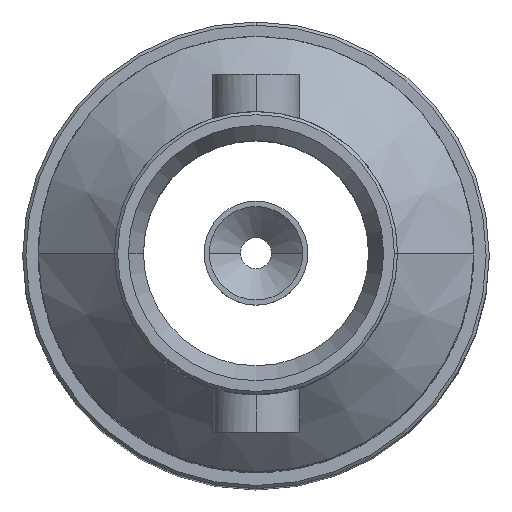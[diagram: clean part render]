
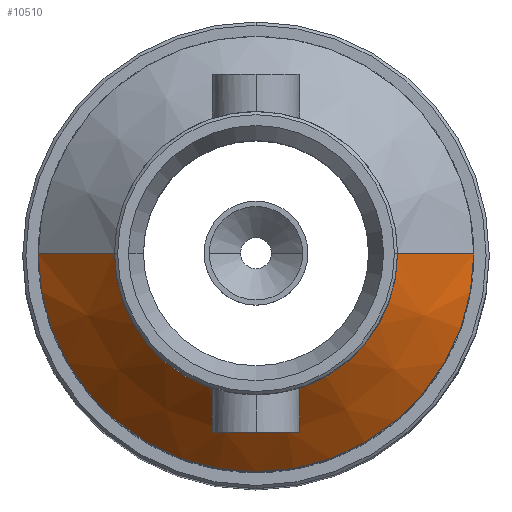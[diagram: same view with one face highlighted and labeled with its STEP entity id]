
A CAD part, top view. The second image highlights one B-rep face of the part: STEP entity #10510.
In plain terms, the highlighted conical face has half-angle 45 degrees and reference radius 3.5 mm.
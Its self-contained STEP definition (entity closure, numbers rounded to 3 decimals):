
#275 = DIRECTION ( 'NONE',  ( -1., 0., 0. ) ) ;
#6623 = DIRECTION ( 'NONE',  ( 0., 0., -1. ) ) ;
#7652 = CARTESIAN_POINT ( 'NONE',  ( -2.275, 0., 22.5 ) ) ;
#8832 = VECTOR ( 'NONE', #12509, 1000. ) ;
#9303 = AXIS2_PLACEMENT_3D ( 'NONE', #33653, #6623, #61182 ) ;
#10137 = LINE ( 'NONE', #37608, #53925 ) ;
#10510 = ADVANCED_FACE ( 'NONE', ( #76924 ), #73083, .T. ) ;
#12509 = DIRECTION ( 'NONE',  ( -0.707, 0., -0.707 ) ) ;
#15263 = CARTESIAN_POINT ( 'NONE',  ( 0., 0., 21.275 ) ) ;
#18608 = VERTEX_POINT ( 'NONE', #7652 ) ;
#19557 = DIRECTION ( 'NONE',  ( 0.707, 0., -0.707 ) ) ;
#23204 = ORIENTED_EDGE ( 'NONE', *, *, #58766, .T. ) ;
#27333 = CARTESIAN_POINT ( 'NONE',  ( 0., 0., 21.275 ) ) ;
#27619 = CARTESIAN_POINT ( 'NONE',  ( 3.5, 0., 21.275 ) ) ;
#30959 = EDGE_CURVE ( 'NONE', #68786, #63406, #88029, .T. ) ;
#31269 = ORIENTED_EDGE ( 'NONE', *, *, #30959, .F. ) ;
#32267 = EDGE_CURVE ( 'NONE', #18608, #63406, #73754, .T. ) ;
#33653 = CARTESIAN_POINT ( 'NONE',  ( 0., 0., 22.5 ) ) ;
#37608 = CARTESIAN_POINT ( 'NONE',  ( 3.5, 0., 21.275 ) ) ;
#38099 = CIRCLE ( 'NONE', #9303, 2.275 ) ;
#39195 = EDGE_CURVE ( 'NONE', #79221, #68786, #10137, .T. ) ;
#42294 = DIRECTION ( 'NONE',  ( 0., 0., -1. ) ) ;
#42741 = DIRECTION ( 'NONE',  ( -1., 0., 0. ) ) ;
#47829 = ORIENTED_EDGE ( 'NONE', *, *, #32267, .T. ) ;
#50553 = EDGE_LOOP ( 'NONE', ( #76799, #23204, #47829, #31269 ) ) ;
#53925 = VECTOR ( 'NONE', #19557, 1000. ) ;
#54850 = DIRECTION ( 'NONE',  ( 0., 0., -1. ) ) ;
#58489 = CARTESIAN_POINT ( 'NONE',  ( -3.5, 0., 21.275 ) ) ;
#58766 = EDGE_CURVE ( 'NONE', #79221, #18608, #38099, .T. ) ;
#59370 = AXIS2_PLACEMENT_3D ( 'NONE', #27333, #54850, #275 ) ;
#61182 = DIRECTION ( 'NONE',  ( -1., 0., 0. ) ) ;
#63406 = VERTEX_POINT ( 'NONE', #58489 ) ;
#68786 = VERTEX_POINT ( 'NONE', #27619 ) ;
#73083 = CONICAL_SURFACE ( 'NONE', #74481, 3.5, 0.785 ) ;
#73389 = CARTESIAN_POINT ( 'NONE',  ( 2.275, 0., 22.5 ) ) ;
#73754 = LINE ( 'NONE', #79593, #8832 ) ;
#74481 = AXIS2_PLACEMENT_3D ( 'NONE', #15263, #42294, #42741 ) ;
#76799 = ORIENTED_EDGE ( 'NONE', *, *, #39195, .F. ) ;
#76924 = FACE_OUTER_BOUND ( 'NONE', #50553, .T. ) ;
#79221 = VERTEX_POINT ( 'NONE', #73389 ) ;
#79593 = CARTESIAN_POINT ( 'NONE',  ( -3.5, 0., 21.275 ) ) ;
#88029 = CIRCLE ( 'NONE', #59370, 3.5 ) ;
